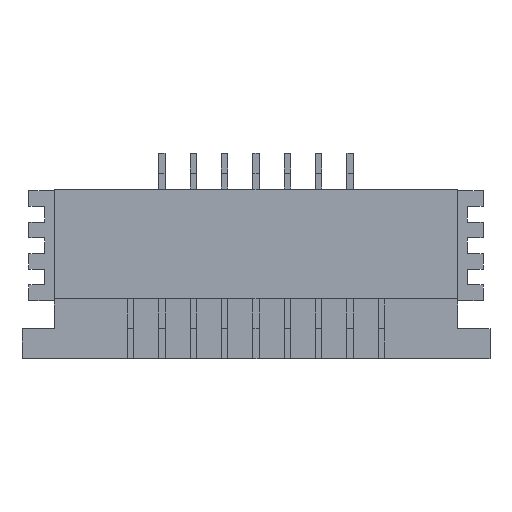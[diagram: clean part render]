
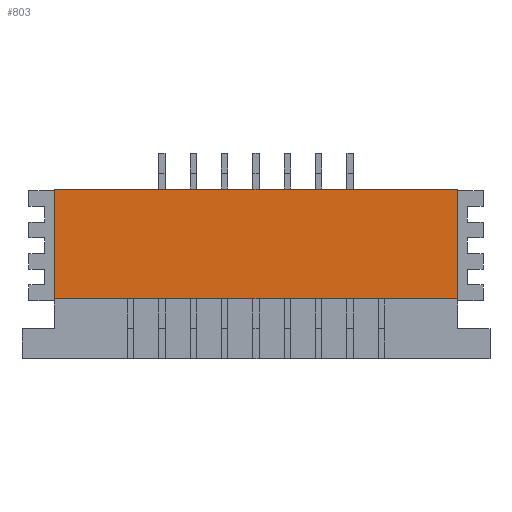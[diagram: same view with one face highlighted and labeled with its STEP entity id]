
A CAD part, top view. The second image highlights one B-rep face of the part: STEP entity #803.
In plain terms, the highlighted planar face has unit normal (0, 0, 1).
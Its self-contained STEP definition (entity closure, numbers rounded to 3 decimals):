
#32 = VERTEX_POINT('',#33);
#33 = CARTESIAN_POINT('',(0.,0.8,2.56));
#39 = EDGE_CURVE('',#32,#40,#42,.T.);
#40 = VERTEX_POINT('',#41);
#41 = CARTESIAN_POINT('',(-6.435,0.8,2.56));
#42 = LINE('',#43,#44);
#43 = CARTESIAN_POINT('',(0.,0.8,2.56));
#44 = VECTOR('',#45,1.);
#45 = DIRECTION('',(-1.,0.,0.));
#769 = EDGE_CURVE('',#40,#770,#772,.T.);
#770 = VERTEX_POINT('',#771);
#771 = CARTESIAN_POINT('',(-6.435,-2.7,2.56));
#772 = LINE('',#773,#774);
#773 = CARTESIAN_POINT('',(-6.435,0.8,2.56));
#774 = VECTOR('',#775,1.);
#775 = DIRECTION('',(0.,-1.,0.));
#803 = ADVANCED_FACE('',(#804),#850,.T.);
#804 = FACE_BOUND('',#805,.T.);
#805 = EDGE_LOOP('',(#806,#807,#808,#816,#824,#831,#838,#845));
#806 = ORIENTED_EDGE('',*,*,#39,.T.);
#807 = ORIENTED_EDGE('',*,*,#769,.T.);
#808 = ORIENTED_EDGE('',*,*,#809,.T.);
#809 = EDGE_CURVE('',#770,#810,#812,.T.);
#810 = VERTEX_POINT('',#811);
#811 = CARTESIAN_POINT('',(-4.09,-2.7,2.56));
#812 = LINE('',#813,#814);
#813 = CARTESIAN_POINT('',(-6.435,-2.7,2.56));
#814 = VECTOR('',#815,1.);
#815 = DIRECTION('',(1.,0.,0.));
#816 = ORIENTED_EDGE('',*,*,#817,.T.);
#817 = EDGE_CURVE('',#810,#818,#820,.T.);
#818 = VERTEX_POINT('',#819);
#819 = CARTESIAN_POINT('',(0.,-2.7,2.56));
#820 = LINE('',#821,#822);
#821 = CARTESIAN_POINT('',(-6.435,-2.7,2.56));
#822 = VECTOR('',#823,1.);
#823 = DIRECTION('',(1.,0.,0.));
#824 = ORIENTED_EDGE('',*,*,#825,.F.);
#825 = EDGE_CURVE('',#826,#818,#828,.T.);
#826 = VERTEX_POINT('',#827);
#827 = CARTESIAN_POINT('',(4.09,-2.7,2.56));
#828 = B_SPLINE_CURVE_WITH_KNOTS('',1,(#829,#830),.UNSPECIFIED.,.F.,.F.,
(2,2),(0.,6.435),.PIECEWISE_BEZIER_KNOTS.);
#829 = CARTESIAN_POINT('',(6.435,-2.7,2.56));
#830 = CARTESIAN_POINT('',(0.,-2.7,2.56));
#831 = ORIENTED_EDGE('',*,*,#832,.F.);
#832 = EDGE_CURVE('',#833,#826,#835,.T.);
#833 = VERTEX_POINT('',#834);
#834 = CARTESIAN_POINT('',(6.435,-2.7,2.56));
#835 = B_SPLINE_CURVE_WITH_KNOTS('',1,(#836,#837),.UNSPECIFIED.,.F.,.F.,
(2,2),(0.,6.435),.PIECEWISE_BEZIER_KNOTS.);
#836 = CARTESIAN_POINT('',(6.435,-2.7,2.56));
#837 = CARTESIAN_POINT('',(0.,-2.7,2.56));
#838 = ORIENTED_EDGE('',*,*,#839,.F.);
#839 = EDGE_CURVE('',#840,#833,#842,.T.);
#840 = VERTEX_POINT('',#841);
#841 = CARTESIAN_POINT('',(6.435,0.8,2.56));
#842 = B_SPLINE_CURVE_WITH_KNOTS('',1,(#843,#844),.UNSPECIFIED.,.F.,.F.,
(2,2),(0.,3.5),.PIECEWISE_BEZIER_KNOTS.);
#843 = CARTESIAN_POINT('',(6.435,0.8,2.56));
#844 = CARTESIAN_POINT('',(6.435,-2.7,2.56));
#845 = ORIENTED_EDGE('',*,*,#846,.F.);
#846 = EDGE_CURVE('',#32,#840,#847,.T.);
#847 = B_SPLINE_CURVE_WITH_KNOTS('',1,(#848,#849),.UNSPECIFIED.,.F.,.F.,
(2,2),(0.,6.435),.PIECEWISE_BEZIER_KNOTS.);
#848 = CARTESIAN_POINT('',(0.,0.8,2.56));
#849 = CARTESIAN_POINT('',(6.435,0.8,2.56));
#850 = PLANE('',#851);
#851 = AXIS2_PLACEMENT_3D('',#852,#853,#854);
#852 = CARTESIAN_POINT('',(0.,-0.95,2.56));
#853 = DIRECTION('',(0.,0.,1.));
#854 = DIRECTION('',(-1.,0.,0.));
